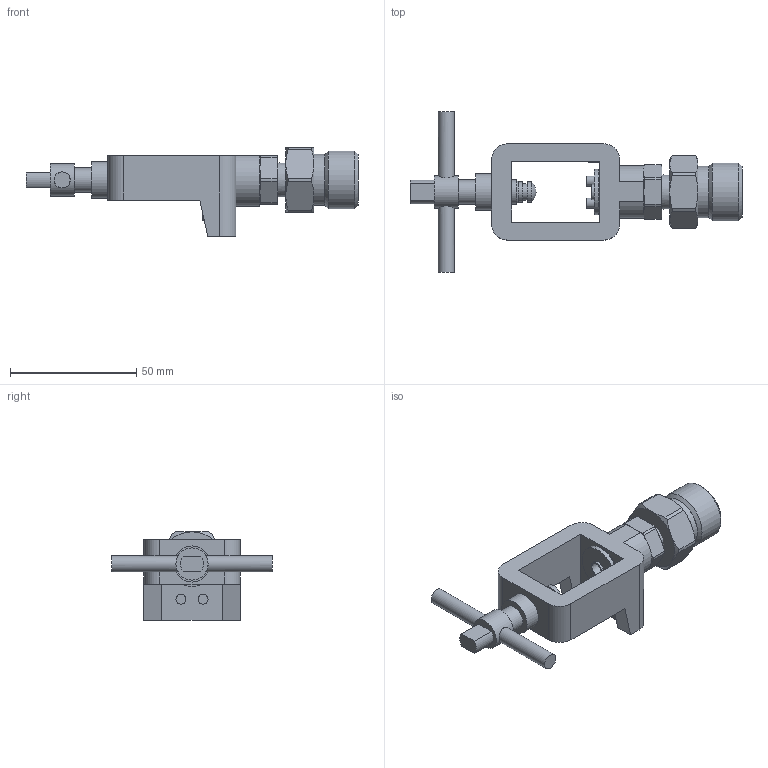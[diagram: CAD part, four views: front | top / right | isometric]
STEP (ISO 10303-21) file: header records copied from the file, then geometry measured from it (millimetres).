
FILE_DESCRIPTION(('STEP AP214'),'1');
FILE_NAME('00GSE-1024-00 _TA-870-Y_ (CGA-870Y to CGA-540S Adapter).stp','2024-03-28T22:47:34',(' '),(' '),'Spatial InterOp 3D',' ',' ');
FILE_SCHEMA(('AUTOMOTIVE_DESIGN { 1 0 10303 214 1 1 1 1 }'));
Length unit declared in the file: inch
Products named in the file (3): 00GSE-1024-00 [TA-870-Y] (CGA-870Y to CGA-540S Adapter); ASSEM1; 00HDW-0356-00 (Fitting, Adapter, CGA-540-S to 1/4 NPTF, Brass) [Superior N-876A] [~00]
Assembly tree (2 placements, depth 2):
  00GSE-1024-00 [TA-870-Y] (CGA-870Y to CGA-540S Adapter)
    ASSEM1
    00HDW-0356-00 (Fitting, Adapter, CGA-540-S to 1/4 NPTF, Brass) [Superior N-876A] [~00]
Bounding box: 131.45 x 63.5 x 34.92 mm (x, y, z)
Volume: 46223 mm3; surface area: 18432.6 mm2
Topology: 2 solids, 2 shells, 127 faces, 296 edges, 189 vertices
Faces by surface type: plane 51, cylinder 42, cone 33, sphere 1
Full cylindrical faces by diameter (mm): 3.175 x1, 3.962 x2, 5.159 x1, 5.969 x1, 6.35 x4, 6.756 x1, 7.938 x2, 8.738 x1, 9.525 x2, 11.43 x1, 12.7 x1, 14.287 x1, 15.088 x1, 17.462 x1, 17.907 x1, 20.244 x1, 22.936 x1
Entity records: 4589 total; most frequent: CARTESIAN_POINT 890, DIRECTION 561, ORIENTED_EDGE 480, AXIS2_PLACEMENT_3D 242, EDGE_CURVE 240, EDGE_LOOP 183, VERTEX_POINT 169, FACE_OUTER_BOUND 149
